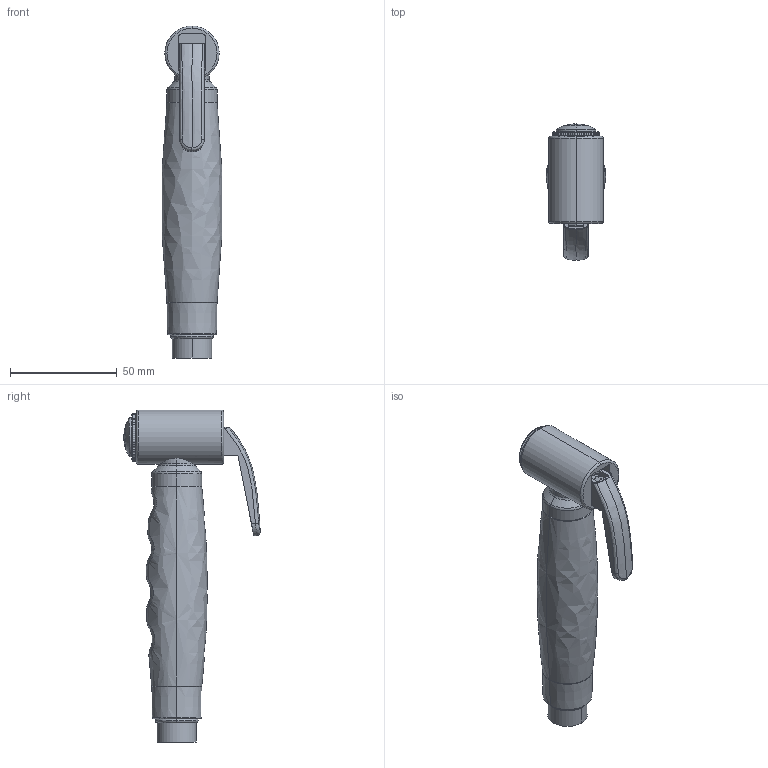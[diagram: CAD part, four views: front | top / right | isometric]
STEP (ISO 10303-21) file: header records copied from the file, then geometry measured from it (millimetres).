
FILE_DESCRIPTION((''),'2;1');
FILE_NAME('004_ASM','2019-03-18T',('Administrator'),(''),'PRO/ENGINEER BY PARAMETRIC TECHNOLOGY CORPORATION, 2010480','PRO/ENGINEER BY PARAMETRIC TECHNOLOGY CORPORATION, 2010480','');
FILE_SCHEMA(('CONFIG_CONTROL_DESIGN'));
Length unit declared in the file: millimetre
Products named in the file (18): 4-SULIAOJIAN; 4-1; 4-2; 4-3; 4-4; 4-5; 4-6; 4-7; 4-8; 4-9; 4-10; 4-11; 4-12; 4-13; 4-14; 4-15; 4-16; 004_ASM
Assembly tree (17 placements, depth 2):
  004_ASM
    4-SULIAOJIAN
    4-1
    4-2
    4-3
    4-4
    4-5
    4-6
    4-7
    4-8
    4-9
    4-10
    4-11
    4-12
    4-13
    4-14
    4-15
    4-16
Bounding box: 28.04 x 64.05 x 155.85 mm (x, y, z)
Volume: 60124.7 mm3; surface area: 43786.6 mm2
Topology: 21 solids, 21 shells, 472 faces, 1142 edges, 730 vertices
Faces by surface type: cylinder 236, plane 122, torus 52, cone 34, bspline 26, sphere 2
Entity records: 18172 total; most frequent: CARTESIAN_POINT 6856, DIRECTION 2280, ORIENTED_EDGE 2280, EDGE_CURVE 1140, AXIS2_PLACEMENT_3D 931, VERTEX_POINT 730, EDGE_LOOP 572, FACE_OUTER_BOUND 472
